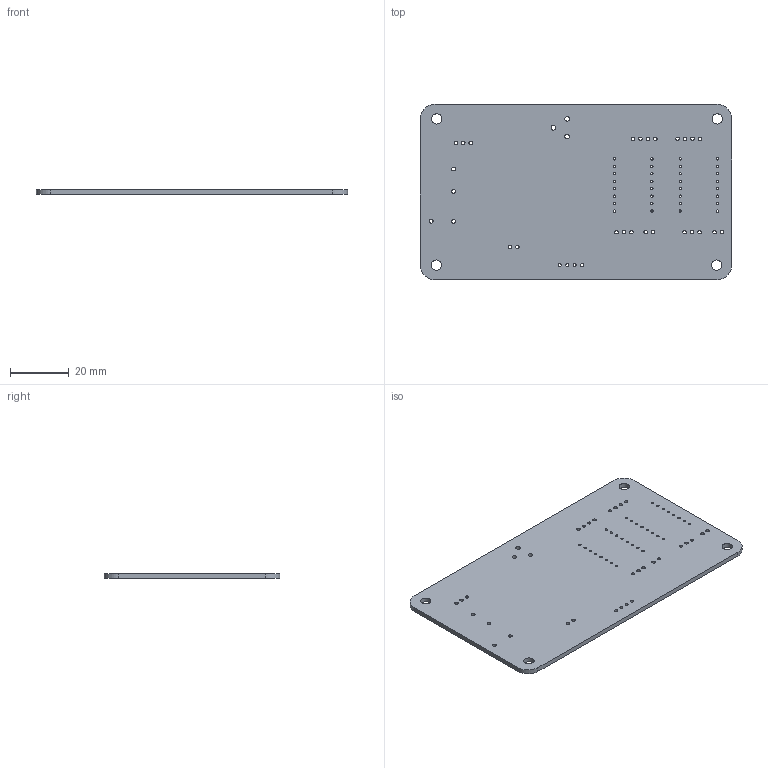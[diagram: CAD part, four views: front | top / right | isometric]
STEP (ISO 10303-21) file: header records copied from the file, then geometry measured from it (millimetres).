
FILE_DESCRIPTION(('KiCad electronic assembly'),'2;1');
FILE_NAME('MitskiKillerV1_2B.step','2025-03-26T04:47:42',('Pcbnew'),( 'Kicad'),'Open CASCADE STEP processor 7.7','KiCad to STEP converter' ,'Unknown');
FILE_SCHEMA(('AUTOMOTIVE_DESIGN { 1 0 10303 214 1 1 1 1 }'));
Length unit declared in the file: millimetre
Products named in the file (2): MitskiKillerV1_2B 1; _autosave-MitskiKillerV1_2B_PCB
Assembly tree (1 placements, depth 2):
  MitskiKillerV1_2B 1
    _autosave-MitskiKillerV1_2B_PCB
Bounding box: 106 x 59.8 x 1.6 mm (x, y, z)
Volume: 9956.1 mm3; surface area: 13370.2 mm2
Topology: 1 solids, 1 shells, 80 faces, 234 edges, 156 vertices
Faces by surface type: cylinder 74, plane 6
Full cylindrical faces by diameter (mm): 0.8 x32, 1 x4, 1.2 x23, 1.3 x4, 1.6 x3, 3.5 x4
Entity records: 3063 total; most frequent: DIRECTION 546, CARTESIAN_POINT 472, ORIENTED_EDGE 468, EDGE_CURVE 234, AXIS2_PLACEMENT_3D 230, FACE_BOUND 220, EDGE_LOOP 220, VERTEX_POINT 156
